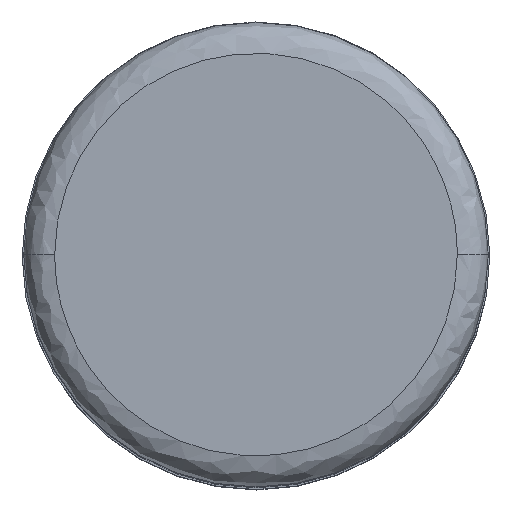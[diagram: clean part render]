
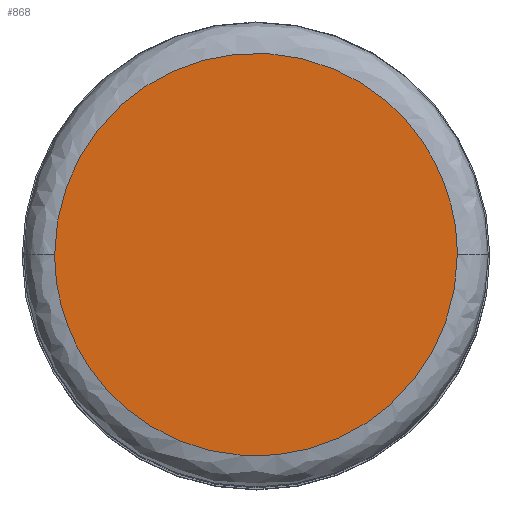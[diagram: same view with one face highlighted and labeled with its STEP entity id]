
A CAD part, top view. The second image highlights one B-rep face of the part: STEP entity #868.
In plain terms, the highlighted planar face has unit normal (0, 0, 1).
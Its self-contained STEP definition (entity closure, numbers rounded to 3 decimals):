
#68 = VERTEX_POINT ( 'NONE', #594 ) ;
#105 = DIRECTION ( 'NONE',  ( 1., 0., 0. ) ) ;
#123 = CARTESIAN_POINT ( 'NONE',  ( -0.65, 0., 0.3 ) ) ;
#132 = CARTESIAN_POINT ( 'NONE',  ( -0.65, -1.3, 0.3 ) ) ;
#188 = DIRECTION ( 'NONE',  ( 0., 0., 1. ) ) ;
#209 = EDGE_CURVE ( 'NONE', #835, #68, #384, .T. ) ;
#233 =( BOUNDED_CURVE ( )  B_SPLINE_CURVE ( 3, ( #123, #518, #317, #1167 ),
 .UNSPECIFIED., .F., .T. ) 
 B_SPLINE_CURVE_WITH_KNOTS ( ( 4, 4 ),
 ( 0., 1. ),
 .UNSPECIFIED. ) 
 CURVE ( )  GEOMETRIC_REPRESENTATION_ITEM ( )  RATIONAL_B_SPLINE_CURVE ( ( 1., 0.333, 0.333, 1. ) ) 
 REPRESENTATION_ITEM ( '' )  );
#317 = CARTESIAN_POINT ( 'NONE',  ( 0.65, 1.3, 0.3 ) ) ;
#384 =( BOUNDED_CURVE ( )  B_SPLINE_CURVE ( 3, ( #411, #424, #132, #875 ),
 .UNSPECIFIED., .F., .T. ) 
 B_SPLINE_CURVE_WITH_KNOTS ( ( 4, 4 ),
 ( 0., 1. ),
 .UNSPECIFIED. ) 
 CURVE ( )  GEOMETRIC_REPRESENTATION_ITEM ( )  RATIONAL_B_SPLINE_CURVE ( ( 1., 0.333, 0.333, 1. ) ) 
 REPRESENTATION_ITEM ( '' )  );
#411 = CARTESIAN_POINT ( 'NONE',  ( 0.65, 0., 0.3 ) ) ;
#424 = CARTESIAN_POINT ( 'NONE',  ( 0.65, -1.3, 0.3 ) ) ;
#470 = AXIS2_PLACEMENT_3D ( 'NONE', #748, #188, #105 ) ;
#518 = CARTESIAN_POINT ( 'NONE',  ( -0.65, 1.3, 0.3 ) ) ;
#562 = FACE_OUTER_BOUND ( 'NONE', #832, .T. ) ;
#567 = EDGE_CURVE ( 'NONE', #68, #835, #233, .T. ) ;
#594 = CARTESIAN_POINT ( 'NONE',  ( -0.65, 0., 0.3 ) ) ;
#647 = ORIENTED_EDGE ( 'NONE', *, *, #209, .F. ) ;
#678 = PLANE ( 'NONE',  #470 ) ;
#748 = CARTESIAN_POINT ( 'NONE',  ( 0., 0., 0.3 ) ) ;
#832 = EDGE_LOOP ( 'NONE', ( #1073, #647 ) ) ;
#835 = VERTEX_POINT ( 'NONE', #1142 ) ;
#868 = ADVANCED_FACE ( 'NONE', ( #562 ), #678, .T. ) ;
#875 = CARTESIAN_POINT ( 'NONE',  ( -0.65, 0., 0.3 ) ) ;
#1073 = ORIENTED_EDGE ( 'NONE', *, *, #567, .F. ) ;
#1142 = CARTESIAN_POINT ( 'NONE',  ( 0.65, 0., 0.3 ) ) ;
#1167 = CARTESIAN_POINT ( 'NONE',  ( 0.65, 0., 0.3 ) ) ;
